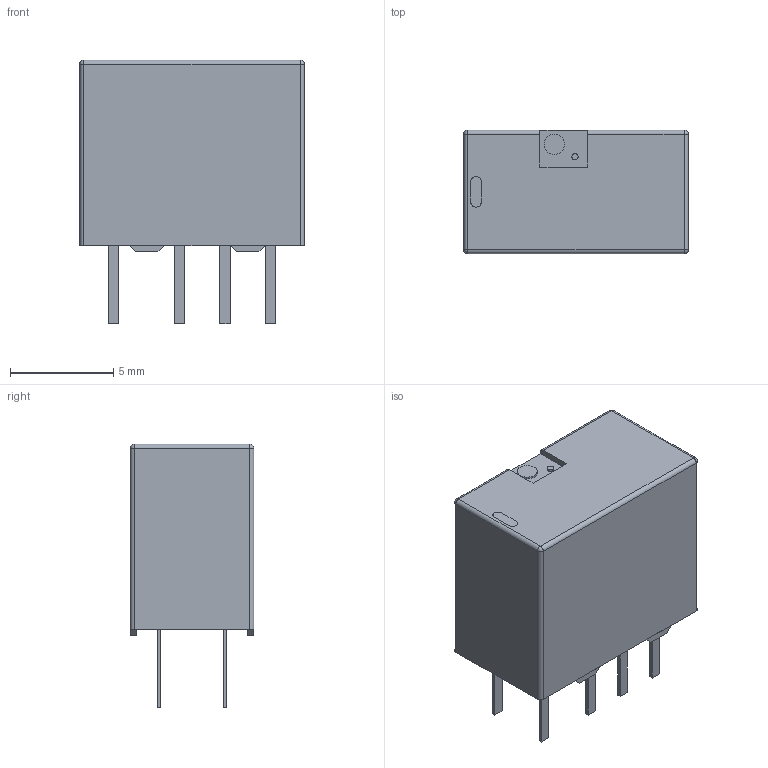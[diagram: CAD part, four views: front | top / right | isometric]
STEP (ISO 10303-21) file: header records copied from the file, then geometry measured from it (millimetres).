
FILE_DESCRIPTION(/* description */ (''),/* implementation_level */ '2;1');
FILE_NAME(/* name */ 'REL_OMRON_G6J-2P-Y.stp',/* time_stamp */ '2015-11-02T14:42:16+01:00',/* author */ ('bcivel'),/* organization */ (''),/* preprocessor_version */ 'ST-DEVELOPER v15.5',/* originating_system */ 'AutoCAD Mechanical',/* authorisation */ '');
FILE_SCHEMA (('AUTOMOTIVE_DESIGN { 1 0 10303 214 3 1 1 }'));
Length unit declared in the file: millimetre
Products named in the file (1): Product
Bounding box: 10.9 x 6 x 12.8 mm (x, y, z)
Volume: 589.7 mm3; surface area: 482.5 mm2
Topology: 16 solids, 16 shells, 112 faces, 225 edges, 146 vertices
Faces by surface type: plane 93, cylinder 15, sphere 4
Full cylindrical faces by diameter (mm): 0.3 x1, 0.98 x1
Entity records: 2877 total; most frequent: CARTESIAN_POINT 482, DIRECTION 479, ORIENTED_EDGE 446, EDGE_CURVE 223, LINE 193, VECTOR 193, VERTEX_POINT 146, AXIS2_PLACEMENT_3D 143
